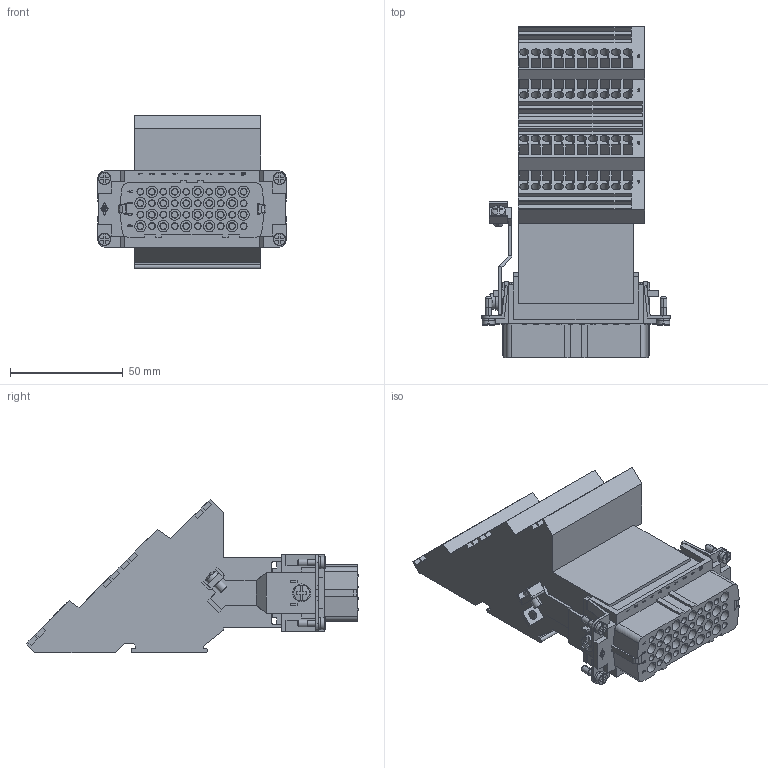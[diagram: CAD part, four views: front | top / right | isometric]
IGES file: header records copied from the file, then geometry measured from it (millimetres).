
Global section: file name: No Iges File Name specified; native system: AutoDesk Inventor R6.1; preprocessor: AutoDesk Inventor Iges Exporter R6.1; author: No Author specified; organization: No Organization specified; date: 20061127.121056; units: millimetre
Bounding box: 83.5 x 147.01 x 68 mm (x, y, z)
Volume: 262103.2 mm3; surface area: 70031.1 mm2
Topology: 3 solids, 3 shells, 2229 faces, 5666 edges, 3743 vertices
Faces by surface type: plane 1105, bspline 686, revolution 300, cylinder 124, sphere 6, torus 4, cone 4
